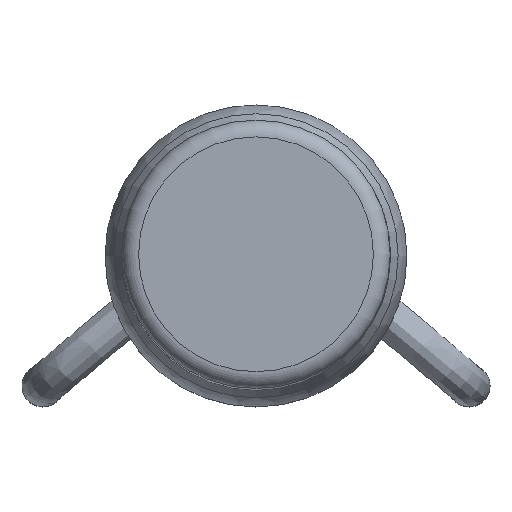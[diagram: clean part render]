
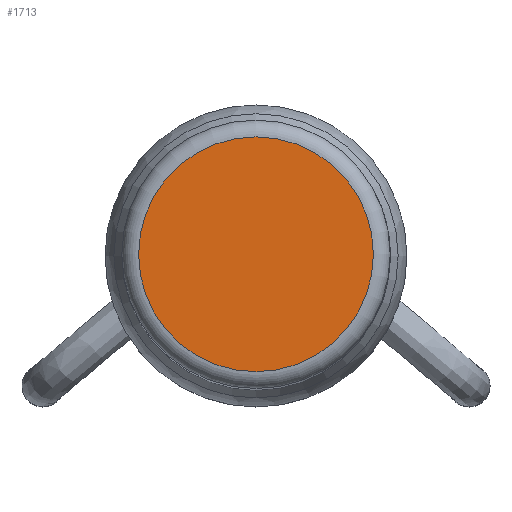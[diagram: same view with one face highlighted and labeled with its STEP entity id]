
A CAD part, top view. The second image highlights one B-rep face of the part: STEP entity #1713.
In plain terms, the highlighted planar face has unit normal (0, 0, 1).
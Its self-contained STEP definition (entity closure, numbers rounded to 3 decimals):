
#43=PLANE('',#1819);
#376=ORIENTED_EDGE('',*,*,#706,.T.);
#706=EDGE_CURVE('',#871,#871,#950,.T.);
#871=VERTEX_POINT('',#2369);
#950=CIRCLE('',#1820,0.7);
#975=EDGE_LOOP('',(#376));
#1076=FACE_BOUND('',#975,.T.);
#1713=ADVANCED_FACE('',(#1076),#43,.T.);
#1819=AXIS2_PLACEMENT_3D('',#2367,#1960,#1961);
#1820=AXIS2_PLACEMENT_3D('',#2368,#1962,#1963);
#1960=DIRECTION('',(0.,0.,1.));
#1961=DIRECTION('',(1.,0.,0.));
#1962=DIRECTION('',(0.,0.,1.));
#1963=DIRECTION('',(1.,0.,0.));
#2367=CARTESIAN_POINT('',(0.,0.,9.));
#2368=CARTESIAN_POINT('',(0.,0.,9.));
#2369=CARTESIAN_POINT('',(0.7,0.,9.));
